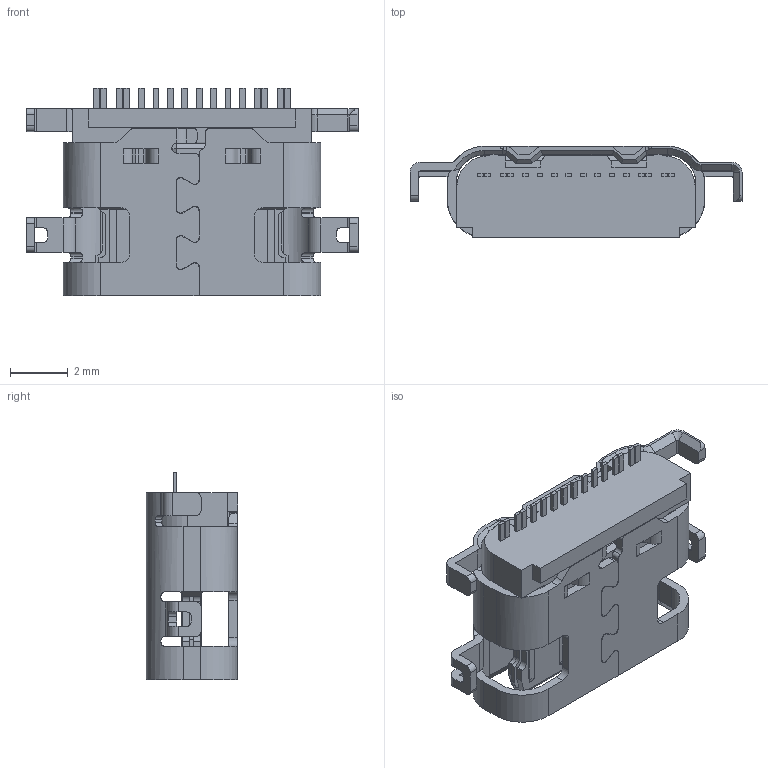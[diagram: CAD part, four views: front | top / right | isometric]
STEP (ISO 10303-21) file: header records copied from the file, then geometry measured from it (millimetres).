
FILE_DESCRIPTION((''),'2;1');
FILE_NAME('2169900001','2021-03-03T',('gga'),(''),'PRO/ENGINEER BY PARAMETRIC TECHNOLOGY CORPORATION, 2016010','PRO/ENGINEER BY PARAMETRIC TECHNOLOGY CORPORATION, 2016010','');
FILE_SCHEMA(('CONFIG_CONTROL_DESIGN'));
Length unit declared in the file: millimetre
Products named in the file (1): 2169900001
Bounding box: 11.54 x 3.18 x 7.2 mm (x, y, z)
Volume: 94.7 mm3; surface area: 427.4 mm2
Topology: 1 solids, 1 shells, 705 faces, 2118 edges, 1401 vertices
Faces by surface type: plane 515, cylinder 177, cone 13
Entity records: 23788 total; most frequent: CARTESIAN_POINT 4634, ORIENTED_EDGE 4076, DIRECTION 3774, EDGE_CURVE 2038, VECTOR 1682, LINE 1682, VERTEX_POINT 1321, AXIS2_PLACEMENT_3D 1046
